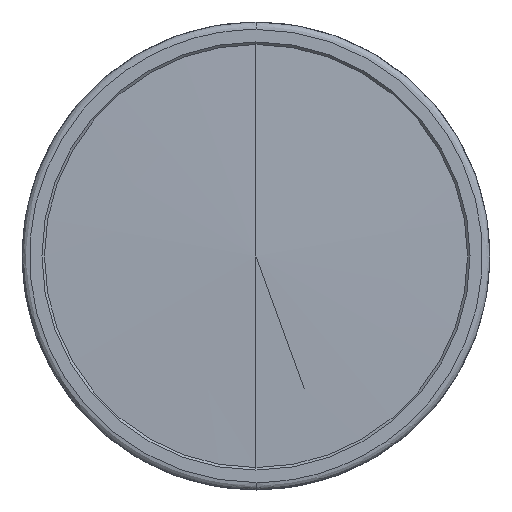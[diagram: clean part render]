
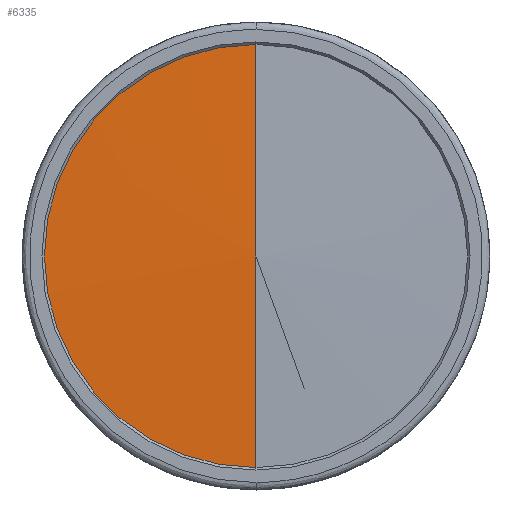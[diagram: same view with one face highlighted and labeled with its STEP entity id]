
A CAD part, left-side view. The second image highlights one B-rep face of the part: STEP entity #6335.
In plain terms, the highlighted conical face has half-angle 88.624 degrees and reference radius 178.338 mm.
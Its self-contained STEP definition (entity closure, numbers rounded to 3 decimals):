
#81 = DIRECTION ( 'NONE',  ( 0., 0., -1. ) ) ;
#271 = CARTESIAN_POINT ( 'NONE',  ( 4.083, 0., 170. ) ) ;
#290 = CARTESIAN_POINT ( 'NONE',  ( 4.283, 0., 0. ) ) ;
#433 = CARTESIAN_POINT ( 'NONE',  ( 4.083, 0., -170. ) ) ;
#638 = CARTESIAN_POINT ( 'NONE',  ( 0., 0., 0. ) ) ;
#729 = DIRECTION ( 'NONE',  ( 1., 0., 0. ) ) ;
#966 = EDGE_CURVE ( 'NONE', #6023, #6053, #4664, .T. ) ;
#967 = EDGE_CURVE ( 'NONE', #6023, #6020, #4665, .T. ) ;
#1078 = AXIS2_PLACEMENT_3D ( 'NONE', #2552, #2554, #1864 ) ;
#1079 = AXIS2_PLACEMENT_3D ( 'NONE', #1795, #1887, #1794 ) ;
#1295 = EDGE_CURVE ( 'NONE', #5986, #6053, #4435, .T. ) ;
#1296 = EDGE_CURVE ( 'NONE', #6020, #5986, #4431, .T. ) ;
#1487 = AXIS2_PLACEMENT_3D ( 'NONE', #290, #729, #81 ) ;
#1794 = DIRECTION ( 'NONE',  ( 0., 0., -1. ) ) ;
#1795 = CARTESIAN_POINT ( 'NONE',  ( 4.083, 0., 0. ) ) ;
#1864 = DIRECTION ( 'NONE',  ( 0., 0., -1. ) ) ;
#1887 = DIRECTION ( 'NONE',  ( 1., 0., 0. ) ) ;
#2552 = CARTESIAN_POINT ( 'NONE',  ( 4.083, 0., 0. ) ) ;
#2554 = DIRECTION ( 'NONE',  ( 1., 0., 0. ) ) ;
#2966 = DIRECTION ( 'NONE',  ( 0.024, 0., -1. ) ) ;
#2971 = CARTESIAN_POINT ( 'NONE',  ( 4.283, 0., 178.338 ) ) ;
#2975 = DIRECTION ( 'NONE',  ( 0.024, 0., 1. ) ) ;
#2984 = CARTESIAN_POINT ( 'NONE',  ( 4.283, 0., -178.338 ) ) ;
#3089 = CARTESIAN_POINT ( 'NONE',  ( 4.083, 170., 0. ) ) ;
#4431 = CIRCLE ( 'NONE', #1079, 170. ) ;
#4435 = CIRCLE ( 'NONE', #1078, 170. ) ;
#4660 = VECTOR ( 'NONE', #2966, 1000. ) ;
#4662 = VECTOR ( 'NONE', #2975, 1000. ) ;
#4664 = LINE ( 'NONE', #2971, #4662 ) ;
#4665 = LINE ( 'NONE', #2984, #4660 ) ;
#5394 = CONICAL_SURFACE ( 'NONE', #1487, 178.338, 1.547 ) ;
#5402 = FACE_OUTER_BOUND ( 'NONE', #6124, .T. ) ;
#5669 = ORIENTED_EDGE ( 'NONE', *, *, #1296, .F. ) ;
#5680 = ORIENTED_EDGE ( 'NONE', *, *, #1295, .F. ) ;
#5713 = ORIENTED_EDGE ( 'NONE', *, *, #966, .T. ) ;
#5799 = ORIENTED_EDGE ( 'NONE', *, *, #967, .F. ) ;
#5986 = VERTEX_POINT ( 'NONE', #3089 ) ;
#6020 = VERTEX_POINT ( 'NONE', #433 ) ;
#6023 = VERTEX_POINT ( 'NONE', #638 ) ;
#6053 = VERTEX_POINT ( 'NONE', #271 ) ;
#6124 = EDGE_LOOP ( 'NONE', ( #5799, #5713, #5680, #5669 ) ) ;
#6335 = ADVANCED_FACE ( 'NONE', ( #5402 ), #5394, .T. ) ;
